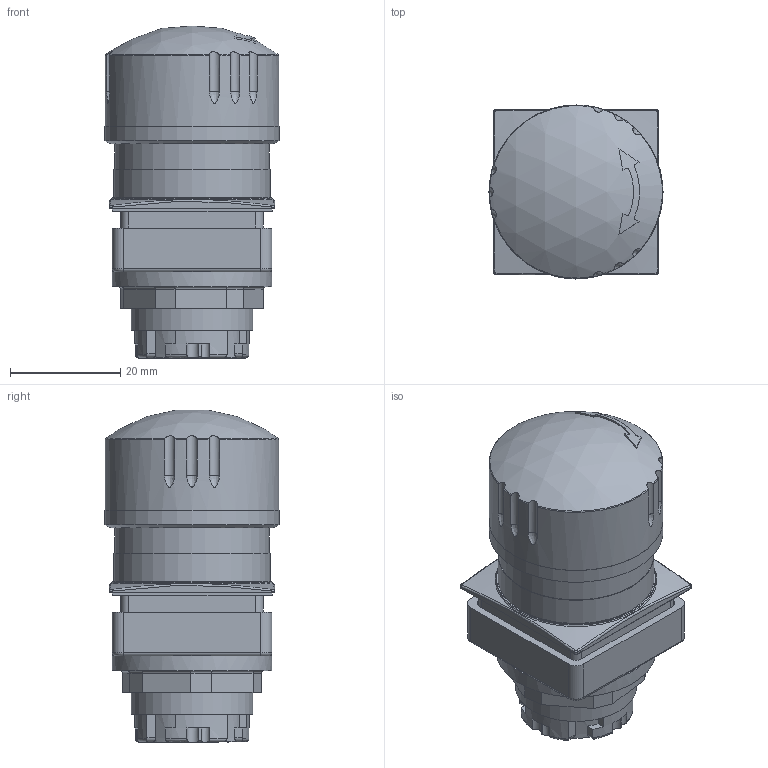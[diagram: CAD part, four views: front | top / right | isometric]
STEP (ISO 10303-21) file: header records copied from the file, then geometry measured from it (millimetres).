
FILE_DESCRIPTION(/* description */ (''),/* implementation_level */ '2;1');
FILE_NAME(/* name */ 'QRJUV_ipt.stp',/* time_stamp */ '2017-08-22T14:12:16+02:00',/* author */ ('ahoffmann'),/* organization */ (''),/* preprocessor_version */ 'ST-DEVELOPER v16.1',/* originating_system */ 'Autodesk Inventor 2016',/* authorisation */ '');
FILE_SCHEMA (('AUTOMOTIVE_DESIGN { 1 0 10303 214 3 1 1 }'));
Length unit declared in the file: centimetre
Products named in the file (1): QRJUV_vereinfacht1
Bounding box: 31.55 x 31.55 x 60.2 mm (x, y, z)
Volume: 37583.6 mm3; surface area: 9106.5 mm2
Topology: 1 solids, 1 shells, 281 faces, 743 edges, 477 vertices
Faces by surface type: plane 118, cylinder 94, torus 35, bspline 17, cone 15, sphere 2
Full cylindrical faces by diameter (mm): 15.95 x1, 22 x1, 28.1 x1, 28.3 x1, 29 x2, 31.5 x1, 31.55 x1
Entity records: 9723 total; most frequent: CARTESIAN_POINT 2894, ORIENTED_EDGE 1446, DIRECTION 1400, EDGE_CURVE 723, AXIS2_PLACEMENT_3D 528, VERTEX_POINT 470, LINE 344, VECTOR 344
